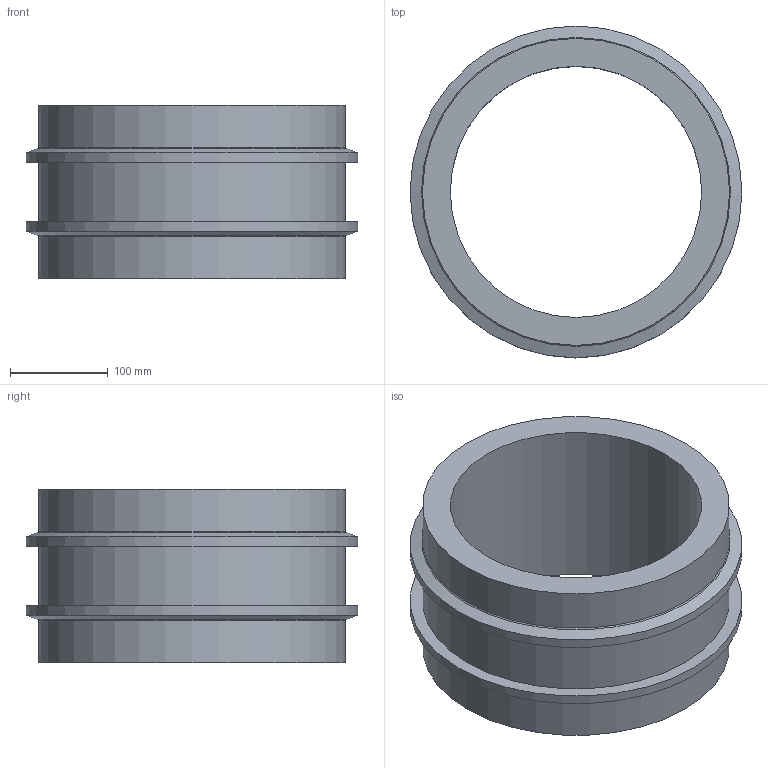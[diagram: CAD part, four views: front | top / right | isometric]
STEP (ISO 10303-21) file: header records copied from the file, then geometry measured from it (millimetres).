
FILE_DESCRIPTION (( 'STEP AP203' ), '1' );
FILE_NAME ('589161120.STEP', '2017-08-01T13:43:11', ( '' ), ( '' ), 'SwSTEP 2.0', 'SolidWorks 2017', '' );
FILE_SCHEMA (( 'CONFIG_CONTROL_DESIGN' ));
Length unit declared in the file: inch
Products named in the file (1): 589161120
Bounding box: 340.36 x 340.36 x 177.8 mm (x, y, z)
Volume: 4887152 mm3; surface area: 417191.7 mm2
Topology: 1 solids, 1 shells, 14 faces, 24 edges, 14 vertices
Faces by surface type: cylinder 6, plane 4, torus 2, cone 2
Full cylindrical faces by diameter (mm): 257.759 x1, 314.96 x3, 340.36 x2
Entity records: 367 total; most frequent: DIRECTION 58, CARTESIAN_POINT 43, AXIS2_PLACEMENT_3D 29, EDGE_LOOP 28, ORIENTED_EDGE 28, FACE_OUTER_BOUND 22, VERTEX_POINT 14, CIRCLE 14
